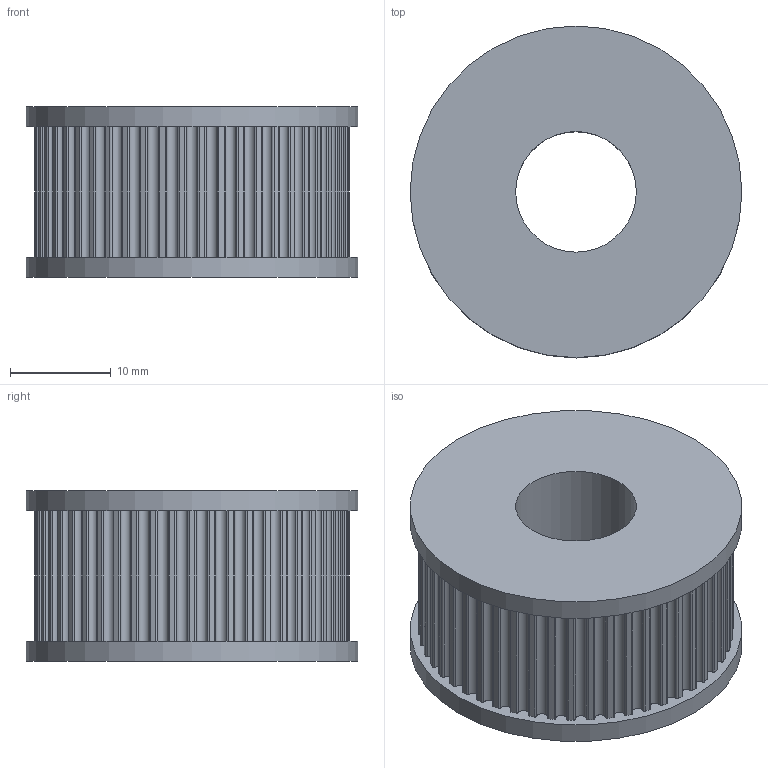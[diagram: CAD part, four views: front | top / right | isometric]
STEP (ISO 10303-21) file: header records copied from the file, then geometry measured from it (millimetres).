
FILE_DESCRIPTION(/* description */ ('STEP AP242','CAx-IF Rec.Pracs.---Representation and Presentation of Product Manufacturing Information (PMI)---4.0---2014-10-13','CAx-IF Rec.Pracs.---3D Tessellated Geometry---0.4---2014-09-14','2;1'),/* implementation_level */ '2;1');
FILE_NAME(/* name */ '639be3931599064902533258',/* time_stamp */ '2022-12-16T03:18:44+00:00',/* author */ (''),/* organization */ (''),/* preprocessor_version */ 'ST-DEVELOPER v18.102',/* originating_system */ ' ',/* authorisation */ ' ');
FILE_SCHEMA (('AP242_MANAGED_MODEL_BASED_3D_ENGINEERING_MIM_LF { 1 0 10303 442 1 1 4 }'));
Length unit declared in the file: metre
Products named in the file (1): Part 1
Bounding box: 33 x 33 x 17 mm (x, y, z)
Volume: 11056.4 mm3; surface area: 4620.7 mm2
Topology: 1 solids, 1 shells, 207 faces, 610 edges, 407 vertices
Faces by surface type: cylinder 203, plane 4
Full cylindrical faces by diameter (mm): 12 x1, 33 x2
Entity records: 7160 total; most frequent: DIRECTION 1428, CARTESIAN_POINT 1220, ORIENTED_EDGE 1212, AXIS2_PLACEMENT_3D 614, EDGE_CURVE 606, VERTEX_POINT 406, CIRCLE 406, EDGE_LOOP 214
